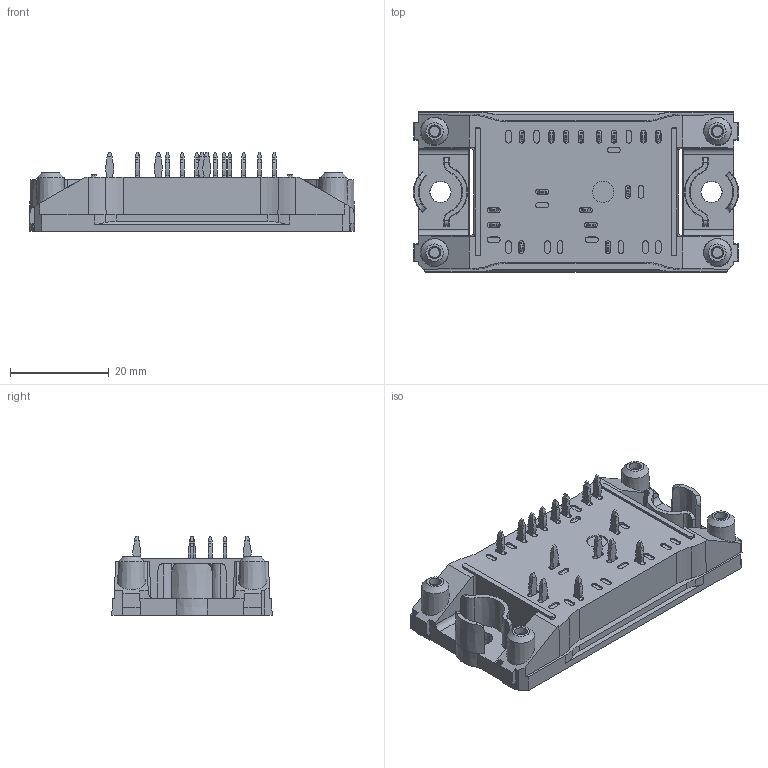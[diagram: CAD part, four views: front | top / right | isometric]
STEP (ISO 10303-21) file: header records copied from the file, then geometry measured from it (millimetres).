
FILE_DESCRIPTION( ( 'Unknown' ), '1' );
FILE_NAME( 'Flow0-4T12YA-L630(160)-01-OL.stp', 'Unknown', ( 'Unknown' ), ( 'Unknown' ), 'PSStep 17.0.49', 'Unknown', ' ' );
FILE_SCHEMA( ( 'AUTOMOTIVE_DESIGN { 1 0 10303 214 1 1 1 1 }' ) );
Length unit declared in the file: millimetre
Products named in the file (1): Flow0-4T12YA-L630-01-H
Bounding box: 66 x 32.5 x 16.23 mm (x, y, z)
Volume: 17129.4 mm3; surface area: 9027.6 mm2
Topology: 1 solids, 1 shells, 693 faces, 1866 edges, 1239 vertices
Faces by surface type: plane 448, cylinder 207, cone 38
Full cylindrical faces by diameter (mm): 4.3 x1
Entity records: 27198 total; most frequent: CARTESIAN_POINT 3896, DIRECTION 3700, ORIENTED_EDGE 3668, EDGE_CURVE 1834, LINE 1332, VECTOR 1332, VERTEX_POINT 1228, AXIS2_PLACEMENT_3D 1184
